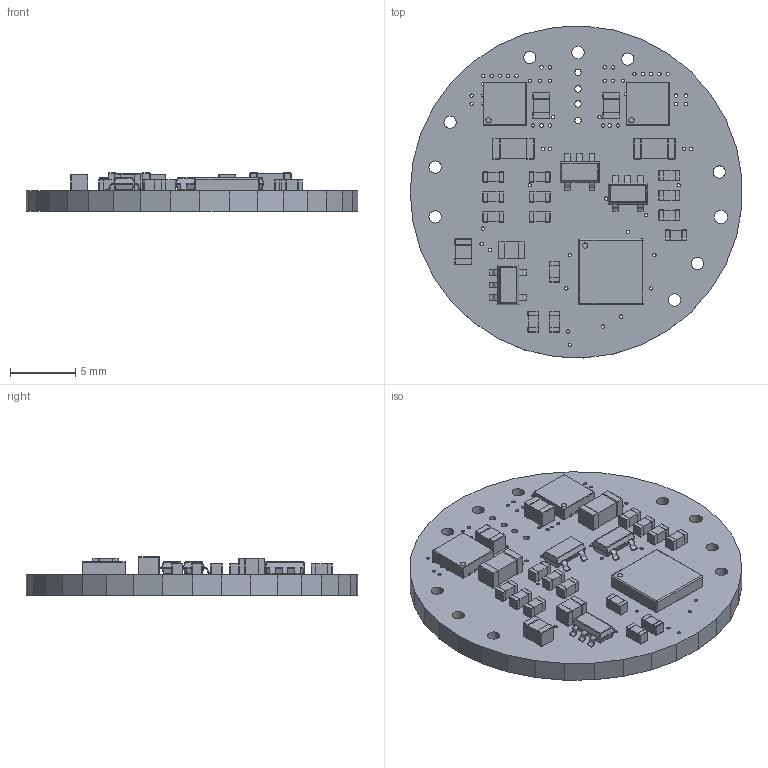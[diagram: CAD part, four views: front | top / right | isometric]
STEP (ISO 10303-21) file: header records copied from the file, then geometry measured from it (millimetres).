
FILE_DESCRIPTION(('for SolidWorks'),'2;1');
FILE_NAME('dualflex.step','2018-03-13T10:46:03',('George'),(''), 'Open CASCADE STEP processor 6.6','DipTrace','Unknown');
FILE_SCHEMA(('AUTOMOTIVE_DESIGN { 1 0 10303 214 1 1 1 1 }'));
Length unit declared in the file: millimetre
Products named in the file (8): PCB_dualflex; Board_dualflex; cap_0805; cap_0603; dfn-8rv_3.3x3.3x0.65; cap_1206; sot23-5; pqfn-32r_5x5x0.5
Assembly tree (26 placements, depth 2):
  PCB_dualflex
    Board_dualflex
    cap_0805  x4
    cap_0603  x13
    dfn-8rv_3.3x3.3x0.65  x2
    cap_1206  x2
    sot23-5  x3
    pqfn-32r_5x5x0.5
Bounding box: 25.35 x 25.37 x 2.97 mm (x, y, z)
Volume: 860.5 mm3; surface area: 1656.7 mm2
Topology: 23 solids, 41 shells, 1727 faces, 4118 edges, 2500 vertices
Faces by surface type: plane 1420, cylinder 171, bspline 132, sphere 4
Full cylindrical faces by diameter (mm): 0.254 x86, 0.4 x3, 0.486 x4, 0.94 x9, 1.016 x1
Entity records: 26810 total; most frequent: CARTESIAN_POINT 6470, ORIENTED_EDGE 3374, DIRECTION 3107, EDGE_CURVE 1687, LINE 1311, VECTOR 1311, VERTEX_POINT 1074, FACE_BOUND 913
